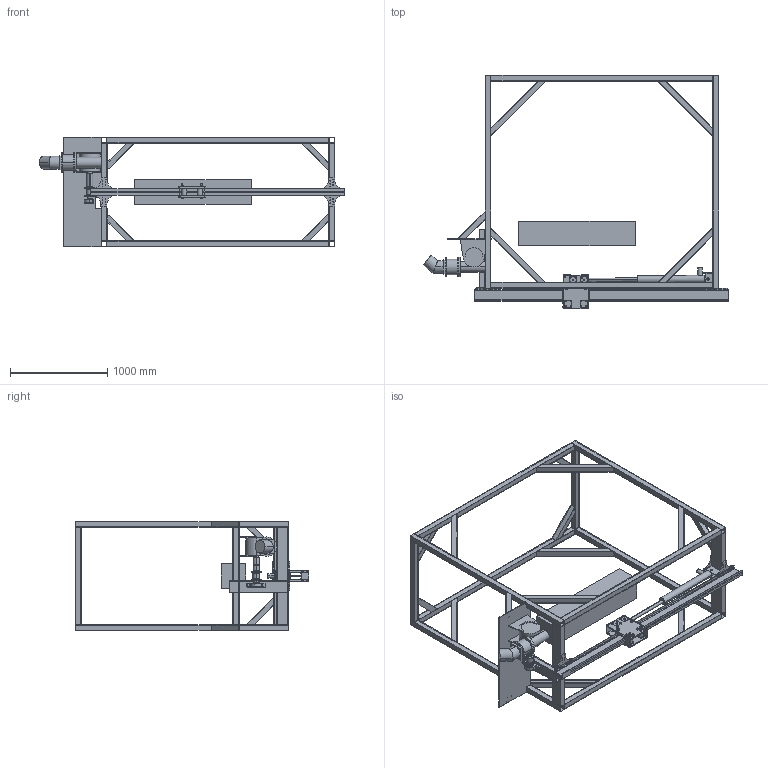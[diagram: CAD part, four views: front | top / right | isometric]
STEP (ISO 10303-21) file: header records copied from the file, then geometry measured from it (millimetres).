
FILE_DESCRIPTION (( 'STEP AP214' ), '1' );
FILE_NAME ('Assem_general.STEP', '2021-09-18T15:15:11', ( '' ), ( '' ), 'SwSTEP 2.0', 'SolidWorks 2020', '' );
FILE_SCHEMA (( 'AUTOMOTIVE_DESIGN' ));
Length unit declared in the file: millimetre
Products named in the file (51): hex screw gradeab_iso_ISO 4017 - M5 x 16-N; load; Winge_key; Winge_shaft; Assem_Zylinder; Flange_Adapter; RT_150x60x4x1000; trolley_front_plate; IPE_flange; hex nut style 1 gradeab_iso_ISO - 4032 - M16 - W - N; trolley_guide; hex nut style 1 gradeab_iso_ISO - 4032 - M6 - W - N; Winge_bearing_GAY45_NPP_B; Cylinder_inside; SKF_6005_2z; RT_120x60x4x600; Cylinder_outside; hex screw gradeab_iso_ISO 4017 - M6 x 30-N; trolley_bearingcover; RT_120x60x4x1000; Assem_winge; ST_60x4x800_chamfered; Winge_bearing_case; trolley_distance_sleeve; trolley_pincover; trolley_winch; Cylinderficture_pin; plain washer normal grade a_iso_Washer ISO 7089 - 6; Motor_plate; hex bolt gradeab_iso_ISO 4014 - M16 x 140 x 44-N; Motor; Cylinderfixture_front; Trolley_main_plate; Assem_general; Assem_welded_frame; hex screw gradeab_iso_ISO 4017 - M6 x 16-N; ST_60x4x1000; plain washer chamfered grade a_iso_Washer ISO 7090 - 16; trolley_roller; Winge_connection_sleeve ...
Assembly tree (211 placements, depth 3):
  Assem_general
    Assem_welded_frame
      ST_60x4x1000  x3
      ST_60x4x2200  x4
      RT_120x60x4x1000
      IPE120x2620
      Motor_plate
      ST_60x4x2280  x4
      ST_60x4x400_chamfered  x8
      RT_120x60x4x600
      RT_150x60x4x1000
      ST_60x4x800_chamfered  x8
      IPE_flange  x2
      hex nut style 1 gradeab_iso_ISO - 4032 - M6 - W - N  x16
      plain washer normal grade a_iso_Washer ISO 7089 - 6  x32
      hex screw gradeab_iso_ISO 4017 - M6 x 30-N  x16
    Assem_Power_Unit
      Motor
      Flange_Adapter
      Wormgear
    Winge_key
    Assem_winge
      Winge_shaft
      Winge_key
      Winge_connection_sleeve
      Winge_bearing_GAY45_NPP_B
      Winge_bearing_case
    Assem_trolley
      Trolley_main_plate  x2
      trolley_roller  x2
      SKF_6005_2z  x4
      trolley_cylinder_pin  x2
      trolley_winch
      trolley_small_roll  x2
      trolley_guide  x4
      hex bolt gradeab_iso_ISO 4014 - M16 x 140 x 44-N  x2
      hex nut style 1 gradeab_iso_ISO - 4032 - M16 - W - N  x2
      plain washer chamfered grade a_iso_Washer ISO 7090 - 16  x4
      hex screw gradeab_iso_ISO 4017 - M6 x 16-N  x36
      trolley_front_plate  x4
      hex screw gradeab_iso_ISO 4017 - M5 x 16-N  x16
      trolley_bearingcover  x4
      trolley_pincover  x4
      trolley_distance_sleeve  x2
    Assem_Zylinder
      Cylinder_inside
      Cylinder_outside
    Assem_Cylinderfixture
      Cylinderfixture_front  x2
      Cylinderficture_pin
      Cylinder_flange
    load
Bounding box: 3142.05 x 2395 x 1130 mm (x, y, z)
Volume: 137696282.6 mm3; surface area: 21219290.8 mm2
Topology: 205 solids, 205 shells, 4218 faces, 9344 edges, 5608 vertices
Faces by surface type: plane 1993, cylinder 1213, cone 822, torus 186, sphere 4
Entity records: 32231 total; most frequent: CARTESIAN_POINT 5696, DIRECTION 5565, ORIENTED_EDGE 4526, EDGE_CURVE 2263, AXIS2_PLACEMENT_3D 2215, VERTEX_POINT 1434, EDGE_LOOP 1265, VECTOR 1135
